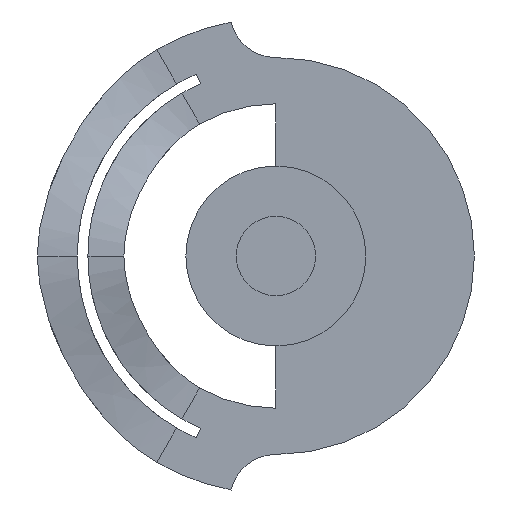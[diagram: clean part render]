
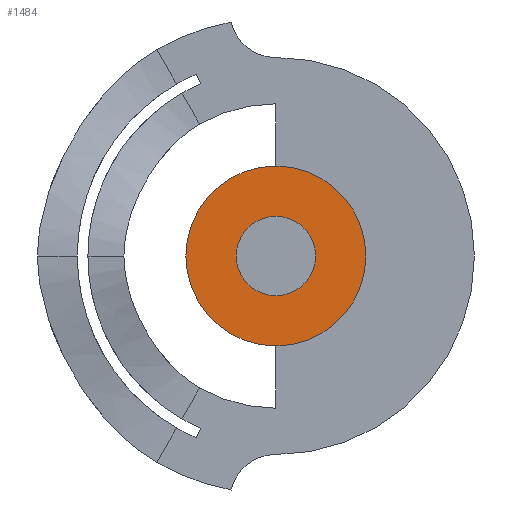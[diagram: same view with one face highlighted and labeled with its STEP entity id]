
A CAD part, left-side view. The second image highlights one B-rep face of the part: STEP entity #1484.
In plain terms, the highlighted planar face has unit normal (-1, 0, 0).
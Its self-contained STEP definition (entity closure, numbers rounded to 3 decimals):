
#129 = DIRECTION ( 'NONE',  ( 1., 0., 0. ) ) ;
#216 = ORIENTED_EDGE ( 'NONE', *, *, #1110, .F. ) ;
#475 = CARTESIAN_POINT ( 'NONE',  ( 1.1, 0., -1.7 ) ) ;
#539 = CARTESIAN_POINT ( 'NONE',  ( 1.1, 0., 0. ) ) ;
#553 = DIRECTION ( 'NONE',  ( 0., 0., -1. ) ) ;
#675 = DIRECTION ( 'NONE',  ( -1., 0., 0. ) ) ;
#776 = DIRECTION ( 'NONE',  ( 1., 0., 0. ) ) ;
#857 = FACE_OUTER_BOUND ( 'NONE', #1196, .T. ) ;
#902 = CARTESIAN_POINT ( 'NONE',  ( 1.1, 0., 0. ) ) ;
#1000 = VERTEX_POINT ( 'NONE', #1123 ) ;
#1012 = EDGE_CURVE ( 'NONE', #2229, #2173, #2083, .T. ) ;
#1049 = DIRECTION ( 'NONE',  ( 0., 0., 1. ) ) ;
#1058 = EDGE_CURVE ( 'NONE', #2173, #2229, #2169, .T. ) ;
#1077 = AXIS2_PLACEMENT_3D ( 'NONE', #2487, #2134, #1523 ) ;
#1084 = DIRECTION ( 'NONE',  ( 0., 0., -1. ) ) ;
#1110 = EDGE_CURVE ( 'NONE', #1000, #1221, #1585, .T. ) ;
#1114 = EDGE_LOOP ( 'NONE', ( #1182, #1121 ) ) ;
#1121 = ORIENTED_EDGE ( 'NONE', *, *, #1058, .T. ) ;
#1123 = CARTESIAN_POINT ( 'NONE',  ( 1.1, 0., 1.7 ) ) ;
#1173 = EDGE_CURVE ( 'NONE', #1221, #1000, #2125, .T. ) ;
#1182 = ORIENTED_EDGE ( 'NONE', *, *, #1012, .T. ) ;
#1196 = EDGE_LOOP ( 'NONE', ( #1683, #216 ) ) ;
#1221 = VERTEX_POINT ( 'NONE', #2584 ) ;
#1280 = DIRECTION ( 'NONE',  ( 1., 0., 0. ) ) ;
#1334 = AXIS2_PLACEMENT_3D ( 'NONE', #539, #1280, #1084 ) ;
#1425 = FACE_BOUND ( 'NONE', #1114, .T. ) ;
#1426 = CARTESIAN_POINT ( 'NONE',  ( 1.1, 0., 0.75 ) ) ;
#1459 = AXIS2_PLACEMENT_3D ( 'NONE', #1575, #776, #553 ) ;
#1484 = ADVANCED_FACE ( 'NONE', ( #1425, #857 ), #1636, .T. ) ;
#1523 = DIRECTION ( 'NONE',  ( 0., 0., -1. ) ) ;
#1575 = CARTESIAN_POINT ( 'NONE',  ( 1.1, 0., 0. ) ) ;
#1585 = CIRCLE ( 'NONE', #1077, 1.7 ) ;
#1636 = PLANE ( 'NONE',  #2579 ) ;
#1683 = ORIENTED_EDGE ( 'NONE', *, *, #1173, .F. ) ;
#2081 = DIRECTION ( 'NONE',  ( 0., 0., -1. ) ) ;
#2083 = CIRCLE ( 'NONE', #2209, 0.75 ) ;
#2115 = CARTESIAN_POINT ( 'NONE',  ( 1.1, 0., -0.75 ) ) ;
#2125 = CIRCLE ( 'NONE', #1459, 1.7 ) ;
#2134 = DIRECTION ( 'NONE',  ( 1., 0., 0. ) ) ;
#2169 = CIRCLE ( 'NONE', #1334, 0.75 ) ;
#2173 = VERTEX_POINT ( 'NONE', #2115 ) ;
#2209 = AXIS2_PLACEMENT_3D ( 'NONE', #902, #129, #2081 ) ;
#2229 = VERTEX_POINT ( 'NONE', #1426 ) ;
#2487 = CARTESIAN_POINT ( 'NONE',  ( 1.1, 0., 0. ) ) ;
#2579 = AXIS2_PLACEMENT_3D ( 'NONE', #475, #675, #1049 ) ;
#2584 = CARTESIAN_POINT ( 'NONE',  ( 1.1, 0., -1.7 ) ) ;
